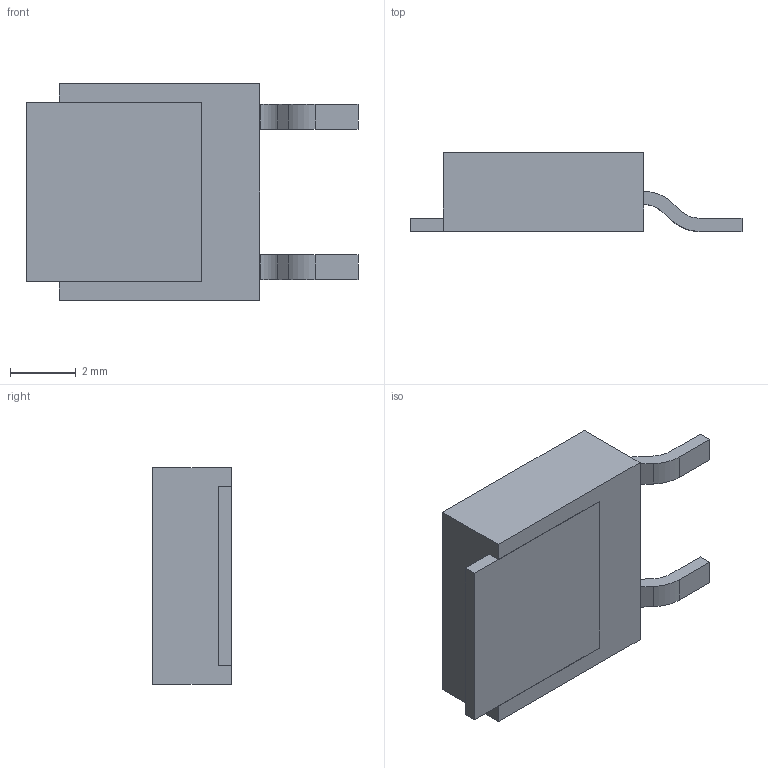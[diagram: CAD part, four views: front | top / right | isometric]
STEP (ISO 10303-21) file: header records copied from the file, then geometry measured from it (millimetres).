
FILE_DESCRIPTION (( 'STEP AP214' ), '1' );
FILE_NAME ( 'DPAK4P228_1010X240L155X76T535X546.step', '2020-09-05T11:02:27', ( '' ), ( '' ), 'Part was generated with the free Library Expert Lite available at www.PCBLibraries.com. Removing line will violate the End User License Agreement.', '©2017 PCB Libraries, Inc.', '' );
FILE_SCHEMA (( 'AUTOMOTIVE_DESIGN' ));
Length unit declared in the file: millimetre
Products named in the file (1): DPAK4P228_1010X240L155X76T535X546
Bounding box: 10.1 x 2.4 x 6.6 mm (x, y, z)
Volume: 100.8 mm3; surface area: 228.4 mm2
Topology: 4 solids, 4 shells, 47 faces, 114 edges, 76 vertices
Faces by surface type: plane 37, cylinder 10
Entity records: 1572 total; most frequent: CARTESIAN_POINT 238, DIRECTION 230, ORIENTED_EDGE 228, EDGE_CURVE 114, VECTOR 94, LINE 94, VERTEX_POINT 76, AXIS2_PLACEMENT_3D 68
